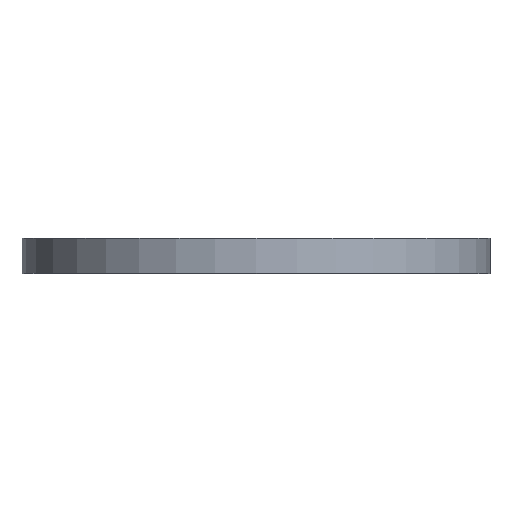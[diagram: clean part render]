
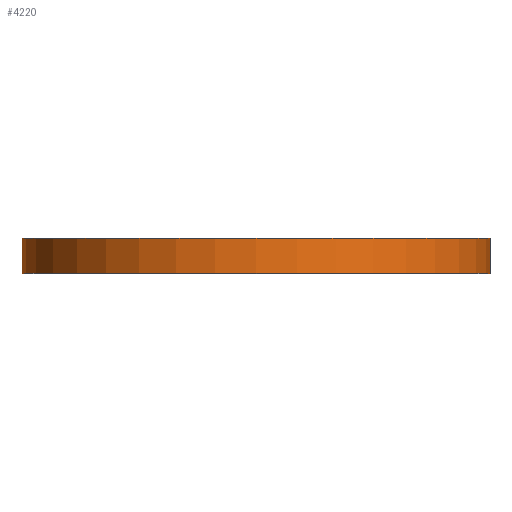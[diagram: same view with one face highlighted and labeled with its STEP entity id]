
A CAD part, top view. The second image highlights one B-rep face of the part: STEP entity #4220.
In plain terms, the highlighted cylindrical face has radius 40 mm (diameter 80 mm), a full revolution.
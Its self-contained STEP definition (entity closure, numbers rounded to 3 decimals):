
#572=FACE_OUTER_BOUND('',#794,.T.);
#794=EDGE_LOOP('',(#3445,#3446,#3447,#3448));
#1024=LINE('',#8203,#1244);
#1244=VECTOR('',#5470,40.);
#1467=CIRCLE('',#4572,40.);
#1468=CIRCLE('',#4573,40.);
#1907=VERTEX_POINT('',#8200);
#1908=VERTEX_POINT('',#8202);
#2566=EDGE_CURVE('',#1907,#1907,#1467,.T.);
#2567=EDGE_CURVE('',#1907,#1908,#1024,.T.);
#2568=EDGE_CURVE('',#1908,#1908,#1468,.T.);
#3445=ORIENTED_EDGE('',*,*,#2566,.F.);
#3446=ORIENTED_EDGE('',*,*,#2567,.T.);
#3447=ORIENTED_EDGE('',*,*,#2568,.T.);
#3448=ORIENTED_EDGE('',*,*,#2567,.F.);
#4000=CYLINDRICAL_SURFACE('',#4571,40.);
#4220=ADVANCED_FACE('',(#572),#4000,.T.);
#4571=AXIS2_PLACEMENT_3D('',#8199,#5466,#5467);
#4572=AXIS2_PLACEMENT_3D('',#8201,#5468,#5469);
#4573=AXIS2_PLACEMENT_3D('',#8204,#5471,#5472);
#5466=DIRECTION('center_axis',(0.,1.,0.));
#5467=DIRECTION('ref_axis',(1.,0.,0.));
#5468=DIRECTION('center_axis',(0.,1.,0.));
#5469=DIRECTION('ref_axis',(1.,0.,0.));
#5470=DIRECTION('',(0.,-1.,0.));
#5471=DIRECTION('center_axis',(0.,1.,0.));
#5472=DIRECTION('ref_axis',(1.,0.,0.));
#8199=CARTESIAN_POINT('Origin',(0.,0.,0.));
#8200=CARTESIAN_POINT('',(-40.,6.,0.));
#8201=CARTESIAN_POINT('Origin',(0.,6.,0.));
#8202=CARTESIAN_POINT('',(-40.,0.,0.));
#8203=CARTESIAN_POINT('',(-40.,0.,0.));
#8204=CARTESIAN_POINT('Origin',(0.,0.,0.));
